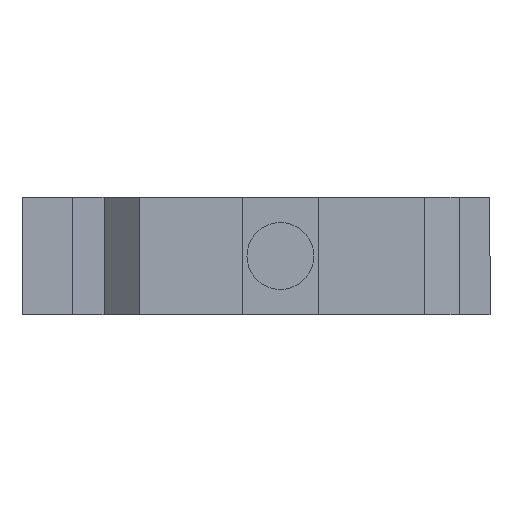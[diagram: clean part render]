
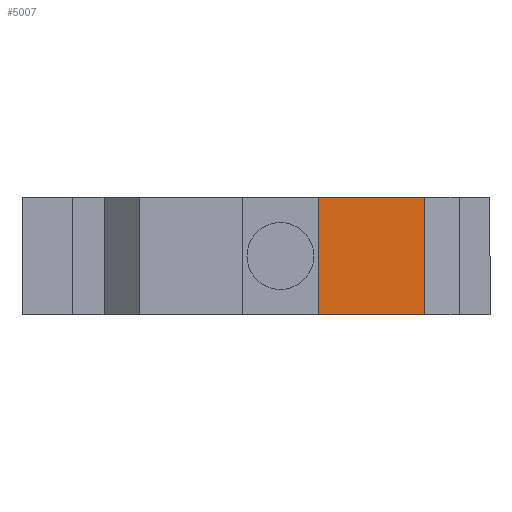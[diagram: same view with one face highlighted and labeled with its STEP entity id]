
A CAD part, left-side view. The second image highlights one B-rep face of the part: STEP entity #5007.
In plain terms, the highlighted planar face has unit normal (-1, 0, 0).
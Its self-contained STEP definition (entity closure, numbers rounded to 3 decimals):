
#88=PLANE('',#5310);
#292=FACE_OUTER_BOUND('',#558,.T.);
#558=EDGE_LOOP('',(#3749,#3750,#3751,#3752));
#1069=LINE('',#8385,#1621);
#1206=LINE('',#8915,#1758);
#1207=LINE('',#8918,#1759);
#1208=LINE('',#8919,#1760);
#1621=VECTOR('',#5775,10.);
#1758=VECTOR('',#5984,10.);
#1759=VECTOR('',#5987,10.);
#1760=VECTOR('',#5988,10.);
#2217=VERTEX_POINT('',#8382);
#2218=VERTEX_POINT('',#8384);
#2369=VERTEX_POINT('',#8913);
#2370=VERTEX_POINT('',#8917);
#2762=EDGE_CURVE('',#2217,#2218,#1069,.T.);
#2926=EDGE_CURVE('',#2217,#2369,#1206,.T.);
#2927=EDGE_CURVE('',#2369,#2370,#1207,.T.);
#2928=EDGE_CURVE('',#2370,#2218,#1208,.T.);
#3749=ORIENTED_EDGE('',*,*,#2927,.T.);
#3750=ORIENTED_EDGE('',*,*,#2928,.T.);
#3751=ORIENTED_EDGE('',*,*,#2762,.F.);
#3752=ORIENTED_EDGE('',*,*,#2926,.T.);
#5007=ADVANCED_FACE('',(#292),#88,.T.);
#5310=AXIS2_PLACEMENT_3D('',#8916,#5985,#5986);
#5775=DIRECTION('',(0.,-1.,0.));
#5984=DIRECTION('',(0.,0.,-1.));
#5985=DIRECTION('center_axis',(-1.,0.,0.));
#5986=DIRECTION('ref_axis',(0.,-1.,0.));
#5987=DIRECTION('',(0.,-1.,0.));
#5988=DIRECTION('',(0.,0.,1.));
#8382=CARTESIAN_POINT('',(-41.82,12.712,14.));
#8384=CARTESIAN_POINT('',(-41.82,0.,14.));
#8385=CARTESIAN_POINT('',(-41.82,34.1,14.));
#8913=CARTESIAN_POINT('',(-41.82,12.712,0.));
#8915=CARTESIAN_POINT('',(-41.82,12.712,7.));
#8916=CARTESIAN_POINT('Origin',(-41.82,34.1,0.));
#8917=CARTESIAN_POINT('',(-41.82,0.,0.));
#8918=CARTESIAN_POINT('',(-41.82,34.1,0.));
#8919=CARTESIAN_POINT('',(-41.82,0.,0.));
